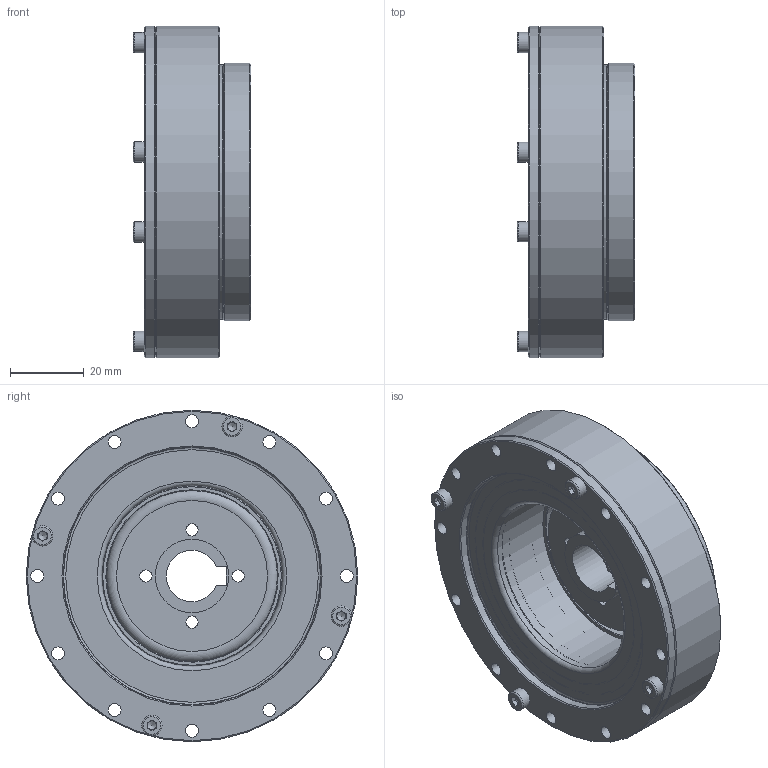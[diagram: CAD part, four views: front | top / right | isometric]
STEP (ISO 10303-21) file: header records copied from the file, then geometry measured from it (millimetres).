
FILE_DESCRIPTION(/* description */ ('STEP AP242','CAx-IF Rec.Pracs.---Representation and Presentation of Product Manufacturing Information (PMI)---4.0---2014-10-13','CAx-IF Rec.Pracs.---3D Tessellated Geometry---0.4---2014-09-14','2;1'),/* implementation_level */ '2;1');
FILE_NAME(/* name */ '6887755bbc425d248bb64a1f',/* time_stamp */ '2025-07-28T13:04:28Z',/* author */ (''),/* organization */ (''),/* preprocessor_version */ 'ST-DEVELOPER v20',/* originating_system */ 'ONSHAPE BY PTC INC, 1.201',/* authorisation */ ' ');
FILE_SCHEMA (('AP242_MANAGED_MODEL_BASED_3D_ENGINEERING_MIM_LF { 1 0 10303 442 1 1 4 }'));
Length unit declared in the file: metre
Products named in the file (18): HS-20-III; hexagon socket head cap screws gb_GB_FASTENER_SCREWS_HSHCS M3X8-C; ????-STXB-20050-01; 20-50??????_?? <1>; 20????; ??-STXB-20-050-CV0; ????-STRU-20-90-175X?90-V0 <1>; ??????-20-90-V0; ????-??-?5; ??????-20-90-??-V0; ????-??-STRU-20-90; ????-??-STRU-20-90-?175; hexagon socket head cap screws gb_GB_FASTENER_SCREWS_HSHCS M2.5X8-C; 20??; O????-?75X?18; ????-??-STRU-20-90-?175-V0
Assembly tree (93 placements, depth 3):
  HS-20-III
    hexagon socket head cap screws gb_GB_FASTENER_SCREWS_HSHCS M3X8-C  x8
    ????-STXB-20050-01
    ????-STXB-20050-01
    20-50??????_?? <1>
      20????
      ??-STXB-20-050-CV0
    ????-STRU-20-90-175X?90-V0 <1>
      ??????-20-90-V0  x18
      ????-??-?5  x36
      ??????-20-90-??-V0  x18
      ????-??-STRU-20-90
      ????-??-STRU-20-90-?175
      hexagon socket head cap screws gb_GB_FASTENER_SCREWS_HSHCS M2.5X8-C
      20??
      O????-?75X?18
      ????-??-STRU-20-90-?175-V0
      ????-??-STRU-20-90
Bounding box: 32 x 90 x 90 mm (x, y, z)
Volume: 98410.9 mm3; surface area: 82973.1 mm2
Topology: 91 solids, 91 shells, 976 faces, 2096 edges, 1329 vertices
Faces by surface type: plane 545, cylinder 246, cone 157, torus 24, bspline 4
Full cylindrical faces by diameter (mm): 2.05 x1, 2.5 x25, 2.9 x1, 3 x8, 3.3 x4, 3.4 x4, 3.5 x44, 4.5 x1, 5 x37, 5.5 x8, 6 x4, 20 x1, 33.7 x1, 35.56 x1, 38.366 x2, 41 x1, 46.399 x2, 49.068 x2, 49.508 x1, 49.668 x1, 51.008 x1, 51.195 x1, 53 x1, 55 x2, 62.8 x1, 68 x1, 69 x2, 70 x2, 72 x2, 75 x1
Entity records: 9356 total; most frequent: DIRECTION 1644, CARTESIAN_POINT 1607, ORIENTED_EDGE 962, AXIS2_PLACEMENT_3D 761, FACE_BOUND 694, EDGE_LOOP 665, EDGE_CURVE 481, VERTEX_POINT 443
